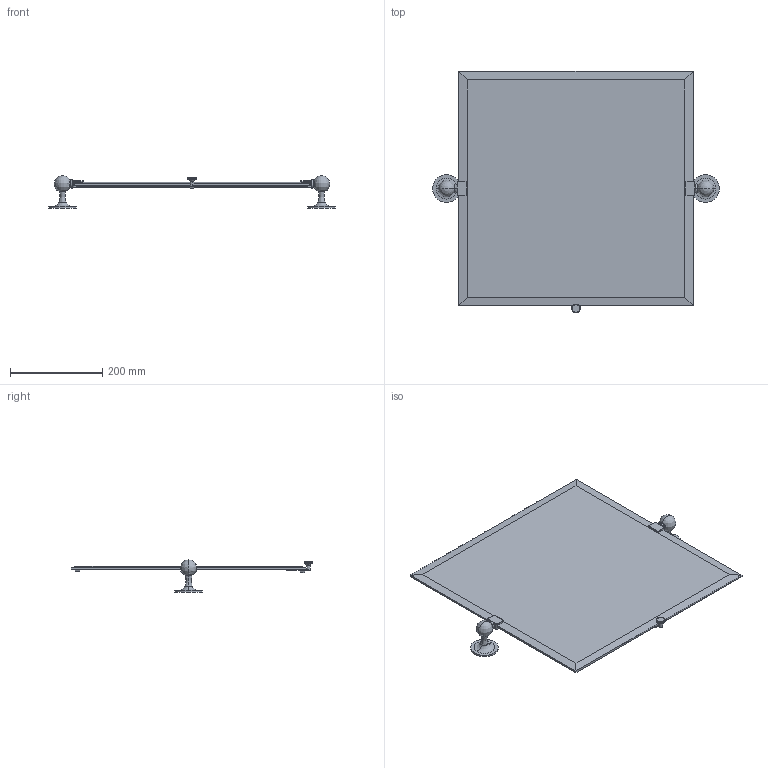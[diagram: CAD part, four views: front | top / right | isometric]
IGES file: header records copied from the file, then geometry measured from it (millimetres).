
Start section:  PTC IGES file: 0141n.igs
Global section: file name: 0141n.igs; native system: Creo Parametric by PTC Inc.; preprocessor: 2018400; author: jinson.thomas; organization: Unknown; date: 20210621.155637; units: inch
Bounding box: 620.37 x 522.86 x 71.01 mm (x, y, z)
Volume: 1631491.4 mm3; surface area: 566431.8 mm2
Topology: 1 solids, 1 shells, 506 faces, 1096 edges, 601 vertices
Faces by surface type: revolution 262, bspline 244
